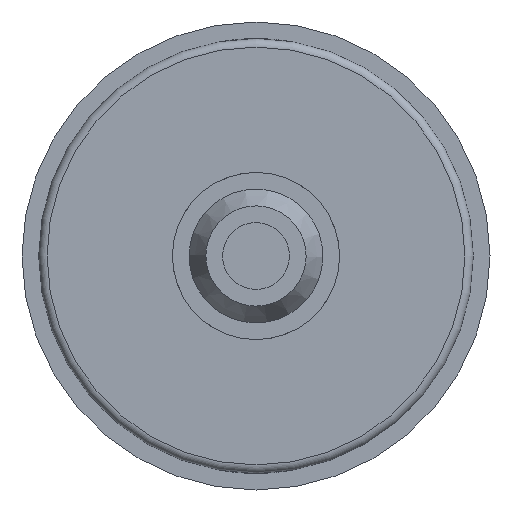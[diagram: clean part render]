
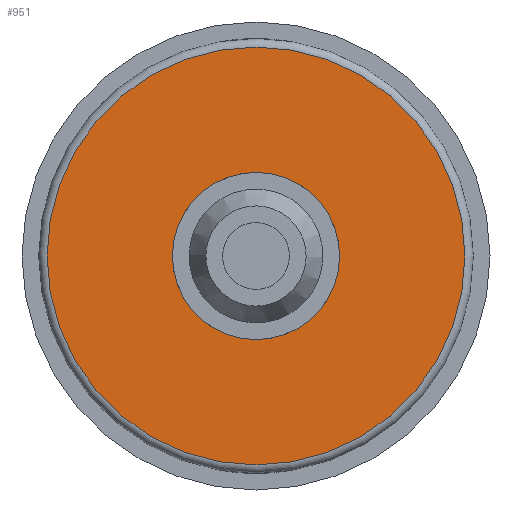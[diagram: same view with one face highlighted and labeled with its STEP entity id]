
A CAD part, front view. The second image highlights one B-rep face of the part: STEP entity #951.
In plain terms, the highlighted planar face has unit normal (0, -1, 0).
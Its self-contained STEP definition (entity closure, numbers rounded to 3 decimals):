
#60=PLANE('',#1145);
#81=FACE_BOUND('',#227,.T.);
#120=CIRCLE('',#1141,12.5);
#123=CIRCLE('',#1146,5.);
#168=FACE_OUTER_BOUND('',#226,.T.);
#226=EDGE_LOOP('',(#676));
#227=EDGE_LOOP('',(#677));
#443=VERTEX_POINT('',#1664);
#445=VERTEX_POINT('',#1673);
#535=EDGE_CURVE('',#443,#443,#120,.T.);
#539=EDGE_CURVE('',#445,#445,#123,.T.);
#676=ORIENTED_EDGE('',*,*,#535,.F.);
#677=ORIENTED_EDGE('',*,*,#539,.F.);
#951=ADVANCED_FACE('',(#168,#81),#60,.F.);
#1141=AXIS2_PLACEMENT_3D('',#1666,#1264,#1265);
#1145=AXIS2_PLACEMENT_3D('',#1672,#1273,#1274);
#1146=AXIS2_PLACEMENT_3D('',#1674,#1275,#1276);
#1264=DIRECTION('center_axis',(0.,1.,0.));
#1265=DIRECTION('ref_axis',(1.,0.,0.));
#1273=DIRECTION('center_axis',(0.,1.,0.));
#1274=DIRECTION('ref_axis',(0.,0.,1.));
#1275=DIRECTION('center_axis',(0.,-1.,0.));
#1276=DIRECTION('ref_axis',(1.,0.,0.));
#1664=CARTESIAN_POINT('',(0.,0.,-12.5));
#1666=CARTESIAN_POINT('Origin',(0.,0.,0.));
#1672=CARTESIAN_POINT('Origin',(0.,0.,0.));
#1673=CARTESIAN_POINT('',(-5.,0.,0.));
#1674=CARTESIAN_POINT('Origin',(0.,0.,0.));
